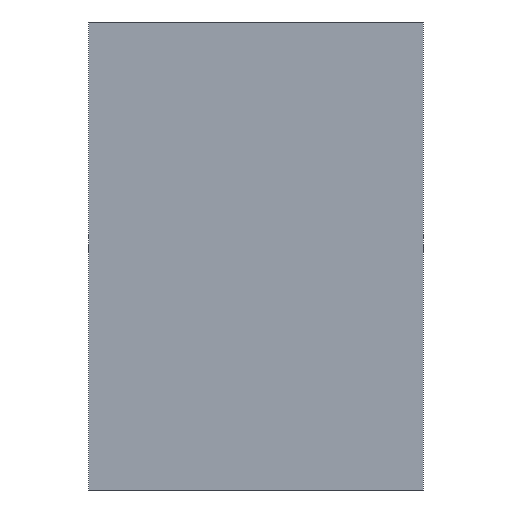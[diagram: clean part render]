
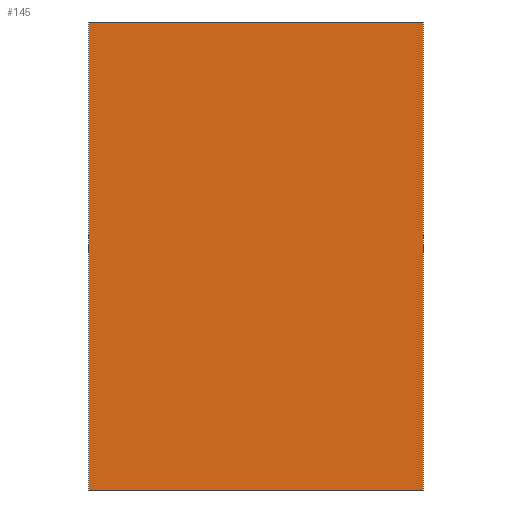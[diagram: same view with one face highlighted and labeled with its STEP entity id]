
A CAD part, front view. The second image highlights one B-rep face of the part: STEP entity #145.
In plain terms, the highlighted planar face has unit normal (0, -1, 0).
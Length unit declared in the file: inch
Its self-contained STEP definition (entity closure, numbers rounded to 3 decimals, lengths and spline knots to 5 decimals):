
#19=FACE_OUTER_BOUND('',#27,.T.);
#27=EDGE_LOOP('',(#117,#118,#119,#120));
#35=LINE('',#219,#53);
#39=LINE('',#228,#57);
#45=LINE('',#238,#63);
#46=LINE('',#240,#64);
#53=VECTOR('',#179,0.3937);
#57=VECTOR('',#185,0.3937);
#63=VECTOR('',#195,0.3937);
#64=VECTOR('',#198,0.3937);
#71=VERTEX_POINT('',#216);
#72=VERTEX_POINT('',#218);
#75=VERTEX_POINT('',#225);
#76=VERTEX_POINT('',#227);
#83=EDGE_CURVE('',#72,#71,#35,.T.);
#87=EDGE_CURVE('',#76,#75,#39,.T.);
#93=EDGE_CURVE('',#75,#72,#45,.T.);
#94=EDGE_CURVE('',#71,#76,#46,.T.);
#117=ORIENTED_EDGE('',*,*,#83,.T.);
#118=ORIENTED_EDGE('',*,*,#94,.T.);
#119=ORIENTED_EDGE('',*,*,#87,.T.);
#120=ORIENTED_EDGE('',*,*,#93,.T.);
#137=PLANE('',#167);
#145=ADVANCED_FACE('',(#19),#137,.F.);
#167=AXIS2_PLACEMENT_3D('',#239,#196,#197);
#179=DIRECTION('',(1.,0.,0.));
#185=DIRECTION('',(-1.,0.,0.));
#195=DIRECTION('',(0.,0.,-1.));
#196=DIRECTION('center_axis',(0.,1.,0.));
#197=DIRECTION('ref_axis',(1.,0.,0.));
#198=DIRECTION('',(0.,0.,1.));
#216=CARTESIAN_POINT('',(1122.81944,16.,260.57135));
#218=CARTESIAN_POINT('',(1088.81944,16.,260.57135));
#219=CARTESIAN_POINT('',(1097.31944,16.,260.57135));
#225=CARTESIAN_POINT('',(1088.81944,16.,308.19635));
#227=CARTESIAN_POINT('',(1122.81944,16.,308.19635));
#228=CARTESIAN_POINT('',(1097.31944,16.,308.19635));
#238=CARTESIAN_POINT('',(1088.81944,16.,357.38385));
#239=CARTESIAN_POINT('Origin',(1105.81944,16.,284.38385));
#240=CARTESIAN_POINT('',(1122.81944,16.,211.38385));
